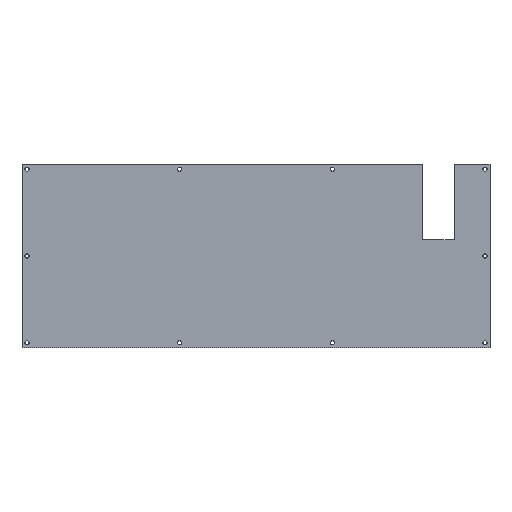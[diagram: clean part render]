
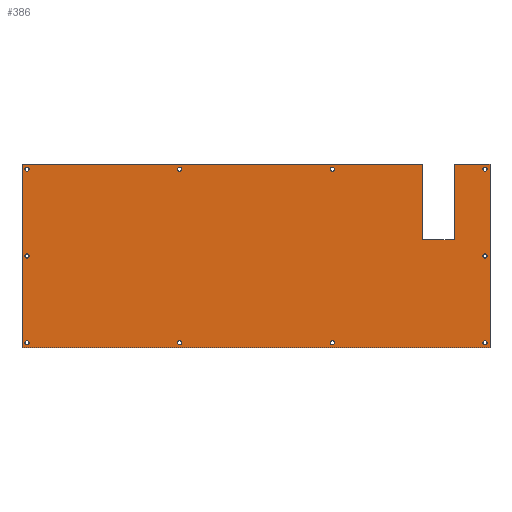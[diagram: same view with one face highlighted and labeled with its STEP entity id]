
A CAD part, top view. The second image highlights one B-rep face of the part: STEP entity #386.
In plain terms, the highlighted planar face has unit normal (0, 0, 1).
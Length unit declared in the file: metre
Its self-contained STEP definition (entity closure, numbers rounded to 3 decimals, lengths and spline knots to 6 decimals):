
#12=CIRCLE('',#411,0.00165);
#14=CIRCLE('',#414,0.00165);
#16=CIRCLE('',#417,0.00165);
#18=CIRCLE('',#420,0.00165);
#20=CIRCLE('',#423,0.00165);
#22=CIRCLE('',#426,0.00165);
#24=CIRCLE('',#429,0.00165);
#26=CIRCLE('',#432,0.00165);
#28=CIRCLE('',#435,0.00165);
#30=CIRCLE('',#439,0.00165);
#94=ORIENTED_EDGE('',*,*,#132,.T.);
#95=ORIENTED_EDGE('',*,*,#136,.F.);
#96=ORIENTED_EDGE('',*,*,#139,.F.);
#97=ORIENTED_EDGE('',*,*,#142,.T.);
#98=ORIENTED_EDGE('',*,*,#145,.T.);
#99=ORIENTED_EDGE('',*,*,#148,.F.);
#100=ORIENTED_EDGE('',*,*,#151,.F.);
#101=ORIENTED_EDGE('',*,*,#171,.T.);
#102=ORIENTED_EDGE('',*,*,#168,.F.);
#103=ORIENTED_EDGE('',*,*,#166,.F.);
#104=ORIENTED_EDGE('',*,*,#164,.F.);
#105=ORIENTED_EDGE('',*,*,#162,.F.);
#106=ORIENTED_EDGE('',*,*,#160,.F.);
#107=ORIENTED_EDGE('',*,*,#158,.F.);
#108=ORIENTED_EDGE('',*,*,#156,.F.);
#109=ORIENTED_EDGE('',*,*,#154,.F.);
#110=ORIENTED_EDGE('',*,*,#152,.F.);
#111=ORIENTED_EDGE('',*,*,#172,.F.);
#132=EDGE_CURVE('',#177,#176,#212,.T.);
#136=EDGE_CURVE('',#179,#176,#216,.T.);
#139=EDGE_CURVE('',#181,#179,#219,.T.);
#142=EDGE_CURVE('',#181,#183,#222,.T.);
#145=EDGE_CURVE('',#183,#185,#225,.T.);
#148=EDGE_CURVE('',#187,#185,#228,.T.);
#151=EDGE_CURVE('',#189,#187,#231,.T.);
#152=EDGE_CURVE('',#190,#190,#12,.T.);
#154=EDGE_CURVE('',#192,#192,#14,.T.);
#156=EDGE_CURVE('',#194,#194,#16,.T.);
#158=EDGE_CURVE('',#196,#196,#18,.T.);
#160=EDGE_CURVE('',#198,#198,#20,.T.);
#162=EDGE_CURVE('',#200,#200,#22,.T.);
#164=EDGE_CURVE('',#202,#202,#24,.T.);
#166=EDGE_CURVE('',#204,#204,#26,.T.);
#168=EDGE_CURVE('',#206,#206,#28,.T.);
#171=EDGE_CURVE('',#189,#177,#233,.T.);
#172=EDGE_CURVE('',#208,#208,#30,.T.);
#176=VERTEX_POINT('',#555);
#177=VERTEX_POINT('',#557);
#179=VERTEX_POINT('',#563);
#181=VERTEX_POINT('',#569);
#183=VERTEX_POINT('',#575);
#185=VERTEX_POINT('',#581);
#187=VERTEX_POINT('',#587);
#189=VERTEX_POINT('',#593);
#190=VERTEX_POINT('',#597);
#192=VERTEX_POINT('',#602);
#194=VERTEX_POINT('',#607);
#196=VERTEX_POINT('',#612);
#198=VERTEX_POINT('',#617);
#200=VERTEX_POINT('',#622);
#202=VERTEX_POINT('',#627);
#204=VERTEX_POINT('',#632);
#206=VERTEX_POINT('',#637);
#208=VERTEX_POINT('',#645);
#212=LINE('',#556,#236);
#216=LINE('',#564,#240);
#219=LINE('',#570,#243);
#222=LINE('',#576,#246);
#225=LINE('',#582,#249);
#228=LINE('',#588,#252);
#231=LINE('',#594,#255);
#233=LINE('',#642,#257);
#236=VECTOR('',#449,1.);
#240=VECTOR('',#455,1.);
#243=VECTOR('',#460,1.);
#246=VECTOR('',#465,1.);
#249=VECTOR('',#470,1.);
#252=VECTOR('',#475,1.);
#255=VECTOR('',#480,1.);
#257=VECTOR('',#538,1.);
#286=EDGE_LOOP('',(#94,#95,#96,#97,#98,#99,#100,#101));
#287=EDGE_LOOP('',(#102));
#288=EDGE_LOOP('',(#103));
#289=EDGE_LOOP('',(#104));
#290=EDGE_LOOP('',(#105));
#291=EDGE_LOOP('',(#106));
#292=EDGE_LOOP('',(#107));
#293=EDGE_LOOP('',(#108));
#294=EDGE_LOOP('',(#109));
#295=EDGE_LOOP('',(#110));
#296=EDGE_LOOP('',(#111));
#336=FACE_BOUND('',#286,.T.);
#337=FACE_BOUND('',#287,.T.);
#338=FACE_BOUND('',#288,.T.);
#339=FACE_BOUND('',#289,.T.);
#340=FACE_BOUND('',#290,.T.);
#341=FACE_BOUND('',#291,.T.);
#342=FACE_BOUND('',#292,.T.);
#343=FACE_BOUND('',#293,.T.);
#344=FACE_BOUND('',#294,.T.);
#345=FACE_BOUND('',#295,.T.);
#346=FACE_BOUND('',#296,.T.);
#366=PLANE('',#441);
#386=ADVANCED_FACE('',(#336,#337,#338,#339,#340,#341,#342,#343,#344,#345,
#346),#366,.T.);
#411=AXIS2_PLACEMENT_3D('',#596,#483,#484);
#414=AXIS2_PLACEMENT_3D('',#601,#489,#490);
#417=AXIS2_PLACEMENT_3D('',#606,#495,#496);
#420=AXIS2_PLACEMENT_3D('',#611,#501,#502);
#423=AXIS2_PLACEMENT_3D('',#616,#507,#508);
#426=AXIS2_PLACEMENT_3D('',#621,#513,#514);
#429=AXIS2_PLACEMENT_3D('',#626,#519,#520);
#432=AXIS2_PLACEMENT_3D('',#631,#525,#526);
#435=AXIS2_PLACEMENT_3D('',#636,#531,#532);
#439=AXIS2_PLACEMENT_3D('',#644,#541,#542);
#441=AXIS2_PLACEMENT_3D('',#648,#545,#546);
#449=DIRECTION('',(-1.,0.,0.));
#455=DIRECTION('',(0.,-1.,0.));
#460=DIRECTION('',(1.,0.,0.));
#465=DIRECTION('',(0.,-1.,0.));
#470=DIRECTION('',(1.,0.,0.));
#475=DIRECTION('',(0.,-1.,0.));
#480=DIRECTION('',(1.,0.,0.));
#483=DIRECTION('',(0.,0.,1.));
#484=DIRECTION('',(1.,0.,0.));
#489=DIRECTION('',(0.,0.,1.));
#490=DIRECTION('',(1.,0.,0.));
#495=DIRECTION('',(0.,0.,1.));
#496=DIRECTION('',(1.,0.,0.));
#501=DIRECTION('',(0.,0.,1.));
#502=DIRECTION('',(1.,0.,0.));
#507=DIRECTION('',(0.,0.,1.));
#508=DIRECTION('',(1.,0.,0.));
#513=DIRECTION('',(0.,0.,1.));
#514=DIRECTION('',(1.,0.,0.));
#519=DIRECTION('',(0.,0.,1.));
#520=DIRECTION('',(1.,0.,0.));
#525=DIRECTION('',(0.,0.,1.));
#526=DIRECTION('',(1.,0.,0.));
#531=DIRECTION('',(0.,0.,1.));
#532=DIRECTION('',(1.,0.,0.));
#538=DIRECTION('',(0.,-1.,0.));
#541=DIRECTION('',(0.,0.,1.));
#542=DIRECTION('',(1.,0.,0.));
#545=DIRECTION('',(0.,0.,1.));
#546=DIRECTION('',(1.,0.,0.));
#555=CARTESIAN_POINT('',(0.1325,0.013,0.0035));
#556=CARTESIAN_POINT('',(0.154668,0.013,0.0035));
#557=CARTESIAN_POINT('',(0.1575,0.013,0.0035));
#563=CARTESIAN_POINT('',(0.1325,0.073,0.0035));
#564=CARTESIAN_POINT('',(0.1325,0.069,0.0035));
#569=CARTESIAN_POINT('',(-0.186,0.073,0.0035));
#570=CARTESIAN_POINT('',(-0.02675,0.073,0.0035));
#575=CARTESIAN_POINT('',(-0.186,-0.073,0.0035));
#576=CARTESIAN_POINT('',(-0.186,0.,0.0035));
#581=CARTESIAN_POINT('',(0.186,-0.073,0.0035));
#582=CARTESIAN_POINT('',(0.,-0.073,0.0035));
#587=CARTESIAN_POINT('',(0.186,0.073,0.0035));
#588=CARTESIAN_POINT('',(0.186,0.,0.0035));
#593=CARTESIAN_POINT('',(0.1575,0.073,0.0035));
#594=CARTESIAN_POINT('',(0.17175,0.073,0.0035));
#596=CARTESIAN_POINT('',(-0.182,-0.069,0.0035));
#597=CARTESIAN_POINT('',(-0.18035,-0.069,0.0035));
#601=CARTESIAN_POINT('',(-0.060667,-0.069,0.0035));
#602=CARTESIAN_POINT('',(-0.059017,-0.069,0.0035));
#606=CARTESIAN_POINT('',(0.060667,-0.069,0.0035));
#607=CARTESIAN_POINT('',(0.062317,-0.069,0.0035));
#611=CARTESIAN_POINT('',(0.182,-0.069,0.0035));
#612=CARTESIAN_POINT('',(0.18365,-0.069,0.0035));
#616=CARTESIAN_POINT('',(0.182,0.,0.0035));
#617=CARTESIAN_POINT('',(0.18365,0.,0.0035));
#621=CARTESIAN_POINT('',(0.182,0.069,0.0035));
#622=CARTESIAN_POINT('',(0.18365,0.069,0.0035));
#626=CARTESIAN_POINT('',(0.060667,0.069,0.0035));
#627=CARTESIAN_POINT('',(0.062317,0.069,0.0035));
#631=CARTESIAN_POINT('',(-0.060667,0.069,0.0035));
#632=CARTESIAN_POINT('',(-0.059017,0.069,0.0035));
#636=CARTESIAN_POINT('',(-0.182,0.069,0.0035));
#637=CARTESIAN_POINT('',(-0.18035,0.069,0.0035));
#642=CARTESIAN_POINT('',(0.1575,0.069,0.0035));
#644=CARTESIAN_POINT('',(-0.182,0.,0.0035));
#645=CARTESIAN_POINT('',(-0.18035,0.,0.0035));
#648=CARTESIAN_POINT('',(0.,0.,0.0035));
